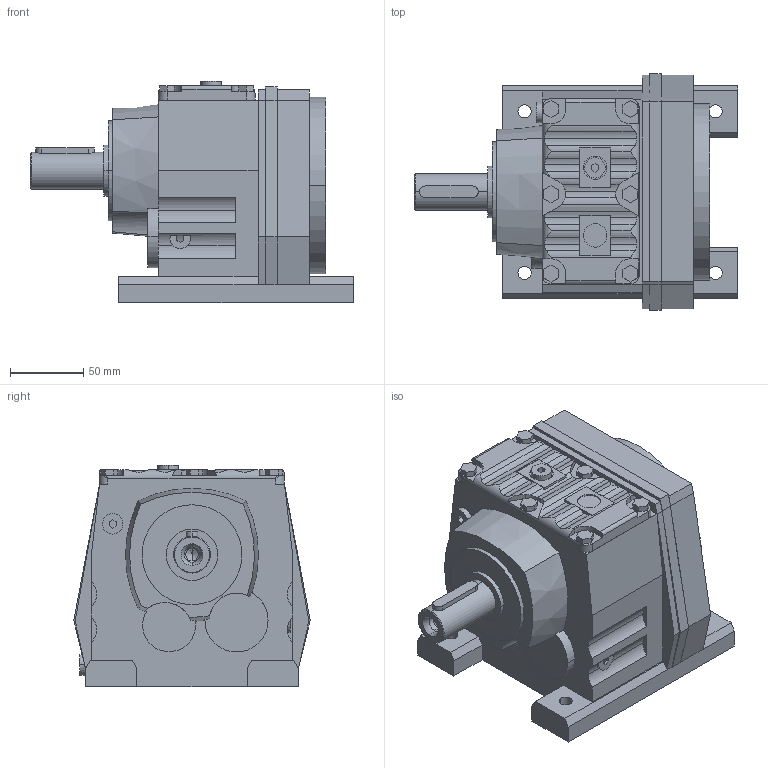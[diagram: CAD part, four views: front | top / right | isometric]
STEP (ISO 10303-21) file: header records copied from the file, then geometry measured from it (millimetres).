
FILE_DESCRIPTION(('STEP AP214'),'1');
FILE_NAME('cctmp_8D83534B-8EBA-4096-A41B-0239873BADC0_2022_05_06_09_14_07_0037..stp','2022-05-06T07:14:07',('SEW-EURODRIVE GmbH & Co KG'),('CADClick - www.CADClick.com'),'Spatial InterOp 3D postprocessed',' ','unknown authorization');
FILE_SCHEMA(('AUTOMOTIVE_DESIGN'));
Length unit declared in the file: millimetre
Products named in the file (1): 2022_05_06_09_14_07_0037
Bounding box: 220 x 161 x 151 mm (x, y, z)
Volume: 2451771.3 mm3; surface area: 140445.8 mm2
Topology: 1 solids, 1 shells, 333 faces, 861 edges, 549 vertices
Faces by surface type: plane 199, cylinder 115, cone 13, bspline 4, torus 2
Entity records: 12022 total; most frequent: CARTESIAN_POINT 2915, ORIENTED_EDGE 1710, DIRECTION 1638, EDGE_CURVE 855, LINE 550, VECTOR 550, VERTEX_POINT 549, AXIS2_PLACEMENT_3D 544
